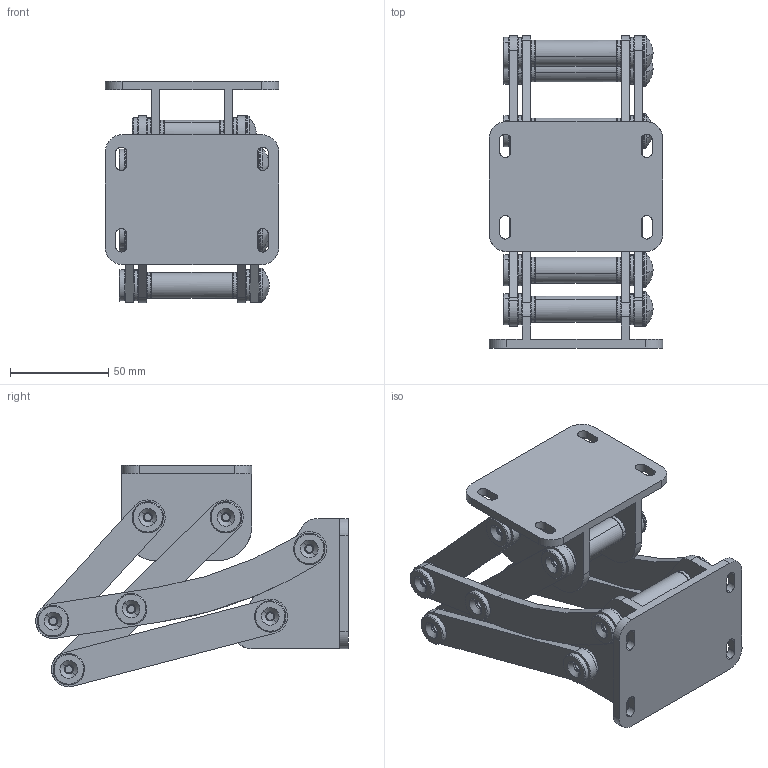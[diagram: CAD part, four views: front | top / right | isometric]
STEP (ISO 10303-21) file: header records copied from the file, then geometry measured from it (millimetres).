
FILE_DESCRIPTION(('FreeCAD Model'),'2;1');
FILE_NAME('Open CASCADE Shape Model','2025-05-05T04:13:13',('FreeCAD'),( 'FreeCAD'),'Open CASCADE STEP processor 7.6','FreeCAD','Unknown');
FILE_SCHEMA(('AUTOMOTIVE_DESIGN { 1 0 10303 214 1 1 1 1 }'));
Products named in the file (1): Open CASCADE STEP translator 7.6 1
Bounding box: 88.32 x 159.07 x 112.73 mm (x, y, z)
Volume: 224760.7 mm3; surface area: 160870.5 mm2
Topology: 73 solids, 73 shells, 1033 faces, 2206 edges, 1361 vertices
Faces by surface type: bspline 1033
Entity records: 30928 total; most frequent: CARTESIAN_POINT 18052, ORIENTED_EDGE 4412, EDGE_CURVE 2206, VERTEX_POINT 1361, FACE_BOUND 1259, EDGE_LOOP 1259, ADVANCED_FACE 1033, B_SPLINE_CURVE_WITH_KNOTS 944
